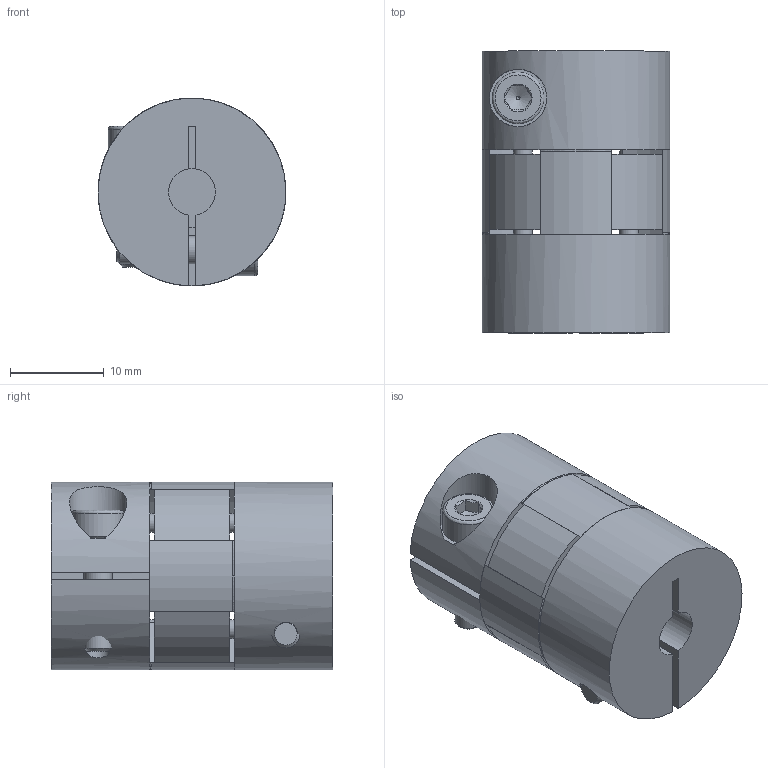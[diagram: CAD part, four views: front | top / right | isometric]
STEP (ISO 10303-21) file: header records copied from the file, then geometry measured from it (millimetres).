
FILE_DESCRIPTION(('FreeCAD Model'),'2;1');
FILE_NAME('Open CASCADE Shape Model','2022-04-07T15:42:16',(''),(''), 'Open CASCADE STEP processor 7.5','FreeCAD','Unknown');
FILE_SCHEMA(('AUTOMOTIVE_DESIGN { 1 0 10303 214 1 1 1 1 }'));
Length unit declared in the file: millimetre
Products named in the file (5): Flexible Spider Shaft Coupler; Hub D8; Spider; Hub D5; M3x12-Screw
Assembly tree (5 placements, depth 2):
  Flexible Spider Shaft Coupler
    Hub D8
    Spider
    Hub D5
    M3x12-Screw  x2
Bounding box: 20 x 30 x 20 mm (x, y, z)
Volume: 8077.3 mm3; surface area: 5808.1 mm2
Topology: 5 solids, 5 shells, 124 faces, 316 edges, 214 vertices
Faces by surface type: cylinder 54, plane 50, revolution 10, cone 8, sphere 2
Full cylindrical faces by diameter (mm): 2 x6, 2.5 x4, 3 x2, 5.5 x2, 7.6 x2
Entity records: 4147 total; most frequent: CARTESIAN_POINT 1192, DIRECTION 664, ORIENTED_EDGE 554, AXIS2_PLACEMENT_3D 281, EDGE_CURVE 277, VERTEX_POINT 191, CIRCLE 165, FACE_BOUND 126
